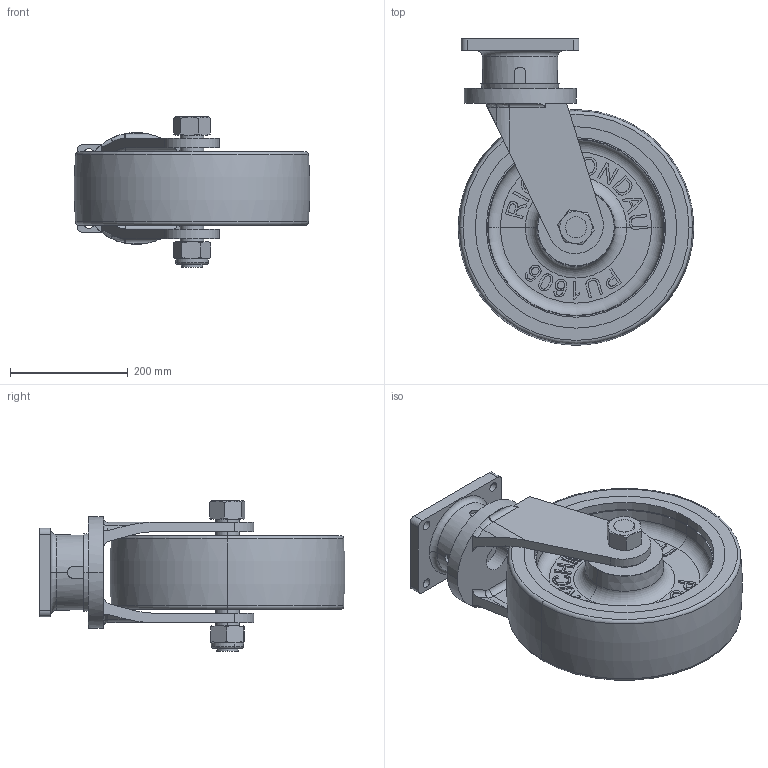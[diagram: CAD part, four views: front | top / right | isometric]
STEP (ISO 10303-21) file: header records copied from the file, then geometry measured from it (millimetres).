
FILE_DESCRIPTION (( 'STEP AP203' ), '1' );
FILE_NAME ('S1608.STEP', '2020-02-25T06:32:53', ( '' ), ( '' ), 'SwSTEP 2.0', 'SolidWorks 2013', '' );
FILE_SCHEMA (( 'CONFIG_CONTROL_DESIGN' ));
Length unit declared in the file: millimetre
Products named in the file (1): S1608
Bounding box: 399.55 x 519.63 x 255 mm (x, y, z)
Surface area: 1145575.1 mm2 (no closed solid volume)
Topology: 0 solids, 12 shells, 480 faces, 1570 edges, 1069 vertices
Faces by surface type: plane 211, bspline 131, cone 54, cylinder 51, torus 33
Entity records: 28339 total; most frequent: CARTESIAN_POINT 16181, ORIENTED_EDGE 2628, DIRECTION 1881, EDGE_CURVE 1570, VERTEX_POINT 1069, VECTOR 695, LINE 695, B_SPLINE_CURVE_WITH_KNOTS 626
